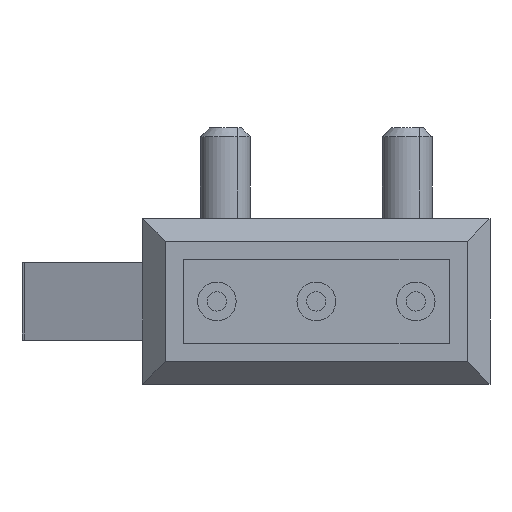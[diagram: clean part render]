
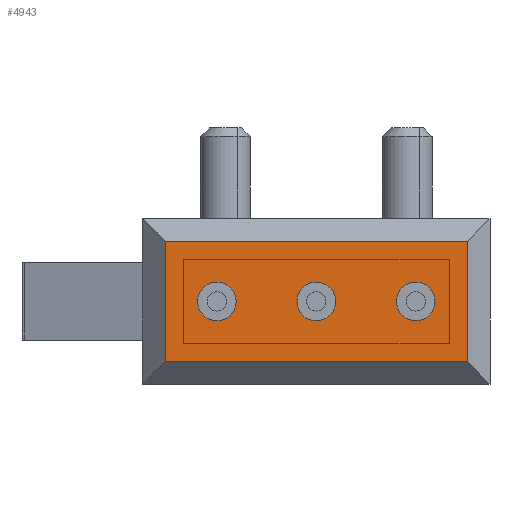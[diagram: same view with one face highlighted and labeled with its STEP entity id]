
A CAD part, front view. The second image highlights one B-rep face of the part: STEP entity #4943.
In plain terms, the highlighted planar face has unit normal (0, -1, 0).
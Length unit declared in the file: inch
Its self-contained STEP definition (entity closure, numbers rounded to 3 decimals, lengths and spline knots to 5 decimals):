
#4258=CARTESIAN_POINT('',(0.,-0.19685,0.03346));
#4259=VERTEX_POINT('',#4258);
#4260=CARTESIAN_POINT('',(0.,-0.19685,0.));
#4261=DIRECTION('',(0.0,-1.0,0.0));
#4262=DIRECTION('',(0.0,0.0,-1.0));
#4263=AXIS2_PLACEMENT_3D('',#4260,#4261,#4262);
#4264=CIRCLE('',#4263,0.03346);
#4265=EDGE_CURVE('',#4259,#4259,#4264,.T.);
#4278=CARTESIAN_POINT('',(0.17244,-0.19685,0.03346));
#4279=VERTEX_POINT('',#4278);
#4280=CARTESIAN_POINT('',(0.17244,-0.19685,0.));
#4281=DIRECTION('',(0.0,-1.0,0.0));
#4282=DIRECTION('',(0.0,0.0,-1.0));
#4283=AXIS2_PLACEMENT_3D('',#4280,#4281,#4282);
#4284=CIRCLE('',#4283,0.03346);
#4285=EDGE_CURVE('',#4279,#4279,#4284,.T.);
#4298=CARTESIAN_POINT('',(-0.17244,-0.19685,0.03346));
#4299=VERTEX_POINT('',#4298);
#4300=CARTESIAN_POINT('',(-0.17244,-0.19685,0.));
#4301=DIRECTION('',(0.0,-1.0,0.0));
#4302=DIRECTION('',(0.0,0.0,-1.0));
#4303=AXIS2_PLACEMENT_3D('',#4300,#4301,#4302);
#4304=CIRCLE('',#4303,0.03346);
#4305=EDGE_CURVE('',#4299,#4299,#4304,.T.);
#4400=CARTESIAN_POINT('',(-0.26181,-0.19685,-0.10433));
#4401=VERTEX_POINT('',#4400);
#4402=CARTESIAN_POINT('',(-0.26181,-0.19685,0.10433));
#4403=VERTEX_POINT('',#4402);
#4404=CARTESIAN_POINT('',(-0.26181,-0.19685,-0.10433));
#4405=DIRECTION('',(0.0,0.0,1.0));
#4406=VECTOR('',#4405,0.20866);
#4407=LINE('',#4404,#4406);
#4408=EDGE_CURVE('',#4401,#4403,#4407,.T.);
#4440=CARTESIAN_POINT('',(0.26181,-0.19685,-0.10433));
#4441=VERTEX_POINT('',#4440);
#4442=CARTESIAN_POINT('',(0.26181,-0.19685,-0.10433));
#4443=DIRECTION('',(-1.0,0.0,0.0));
#4444=VECTOR('',#4443,0.52362);
#4445=LINE('',#4442,#4444);
#4446=EDGE_CURVE('',#4441,#4401,#4445,.T.);
#4471=CARTESIAN_POINT('',(0.26181,-0.19685,0.10433));
#4472=VERTEX_POINT('',#4471);
#4473=CARTESIAN_POINT('',(0.26181,-0.19685,0.10433));
#4474=DIRECTION('',(0.0,0.0,-1.0));
#4475=VECTOR('',#4474,0.20866);
#4476=LINE('',#4473,#4475);
#4477=EDGE_CURVE('',#4472,#4441,#4476,.T.);
#4502=CARTESIAN_POINT('',(-0.26181,-0.19685,0.10433));
#4503=DIRECTION('',(1.0,0.0,0.0));
#4504=VECTOR('',#4503,0.52362);
#4505=LINE('',#4502,#4504);
#4506=EDGE_CURVE('',#4403,#4472,#4505,.T.);
#4923=CARTESIAN_POINT('',(0.0,-0.19685,0.0));
#4924=DIRECTION('',(0.0,1.0,0.0));
#4925=DIRECTION('',(0.0,0.0,-1.0));
#4926=AXIS2_PLACEMENT_3D('',#4923,#4924,#4925);
#4927=PLANE('',#4926);
#4928=ORIENTED_EDGE('',*,*,#4506,.F.);
#4929=ORIENTED_EDGE('',*,*,#4408,.F.);
#4930=ORIENTED_EDGE('',*,*,#4446,.F.);
#4931=ORIENTED_EDGE('',*,*,#4477,.F.);
#4932=EDGE_LOOP('',(#4928,#4929,#4930,#4931));
#4933=FACE_OUTER_BOUND('',#4932,.T.);
#4934=ORIENTED_EDGE('',*,*,#4265,.F.);
#4935=EDGE_LOOP('',(#4934));
#4936=FACE_BOUND('',#4935,.T.);
#4937=ORIENTED_EDGE('',*,*,#4285,.F.);
#4938=EDGE_LOOP('',(#4937));
#4939=FACE_BOUND('',#4938,.T.);
#4940=ORIENTED_EDGE('',*,*,#4305,.F.);
#4941=EDGE_LOOP('',(#4940));
#4942=FACE_BOUND('',#4941,.T.);
#4943=ADVANCED_FACE('',(#4933,#4936,#4939,#4942),#4927,.F.);
